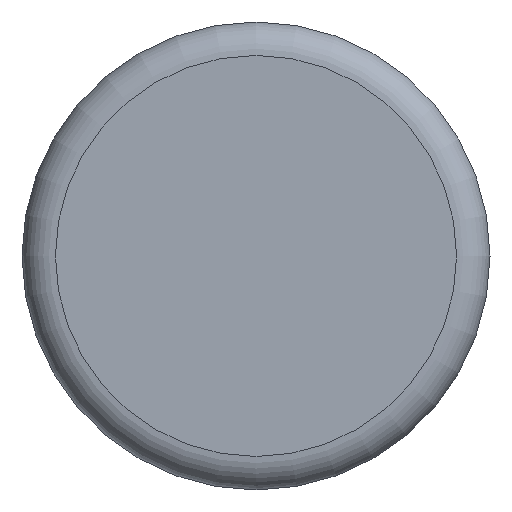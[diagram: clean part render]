
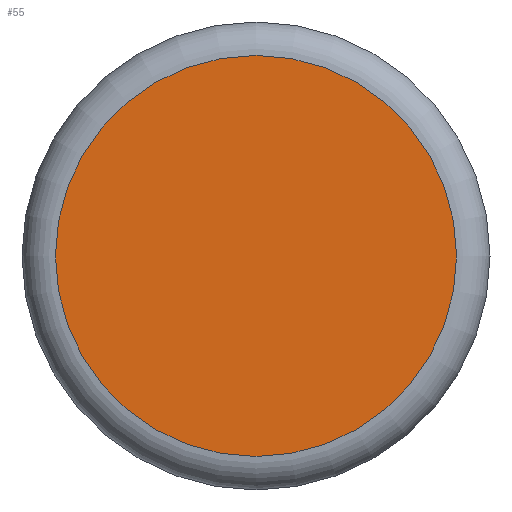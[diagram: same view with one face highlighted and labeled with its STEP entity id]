
A CAD part, top view. The second image highlights one B-rep face of the part: STEP entity #55.
In plain terms, the highlighted planar face has unit normal (0, 0, 1).
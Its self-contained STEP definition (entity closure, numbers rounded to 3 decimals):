
#55 = ADVANCED_FACE( '', ( #123 ), #124, .T. );
#123 = FACE_OUTER_BOUND( '', #213, .T. );
#124 = PLANE( '', #214 );
#213 = EDGE_LOOP( '', ( #307 ) );
#214 = AXIS2_PLACEMENT_3D( '', #308, #309, #310 );
#307 = ORIENTED_EDGE( '', *, *, #415, .T. );
#308 = CARTESIAN_POINT( '', ( 0., 0., 42.5 ) );
#309 = DIRECTION( '', ( 0., 0., 1. ) );
#310 = DIRECTION( '', ( 1., 0., 0. ) );
#415 = EDGE_CURVE( '', #465, #465, #466, .T. );
#465 = VERTEX_POINT( '', #524 );
#466 = CIRCLE( '', #525, 11.986 );
#524 = CARTESIAN_POINT( '', ( 11.986, 0., 42.5 ) );
#525 = AXIS2_PLACEMENT_3D( '', #586, #587, #588 );
#586 = CARTESIAN_POINT( '', ( 0., 0., 42.5 ) );
#587 = DIRECTION( '', ( 0., 0., 1. ) );
#588 = DIRECTION( '', ( 1., 0., 0. ) );
